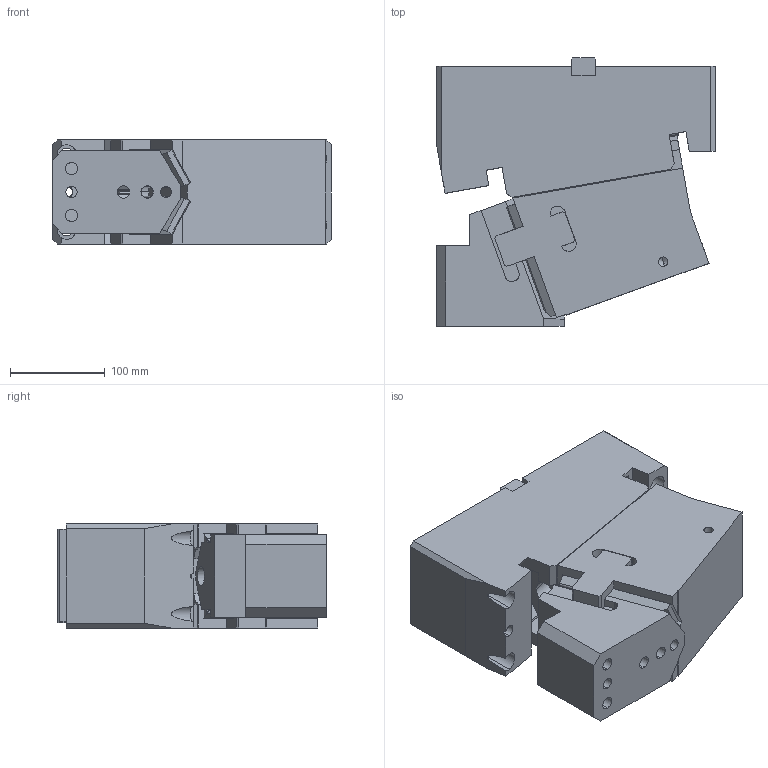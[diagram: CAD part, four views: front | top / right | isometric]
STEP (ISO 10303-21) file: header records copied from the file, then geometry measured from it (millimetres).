
FILE_DESCRIPTION(('CATIA V5 STEP Exchange'),'2;1');
FILE_NAME('CACV_F_110_70.stp','2015-04-27T06:37:17+00:00',('none'),('none'),'CATIA Version 5 Release 19 SP 2 (IN-10)','CATIA V5 STEP AP203','none');
FILE_SCHEMA(('CONFIG_CONTROL_DESIGN'));
Length unit declared in the file: millimetre
Products named in the file (1): CACV_F_110_70
Bounding box: 295 x 284 x 110 mm (x, y, z)
Volume: 6652941.6 mm3; surface area: 495510.4 mm2
Topology: 3 solids, 3 shells, 356 faces, 1002 edges, 650 vertices
Faces by surface type: plane 239, cylinder 111, cone 6
Entity records: 12500 total; most frequent: CARTESIAN_POINT 3539, ORIENTED_EDGE 1992, DIRECTION 1561, EDGE_CURVE 996, VECTOR 757, LINE 757, VERTEX_POINT 650, AXIS2_PLACEMENT_3D 467
